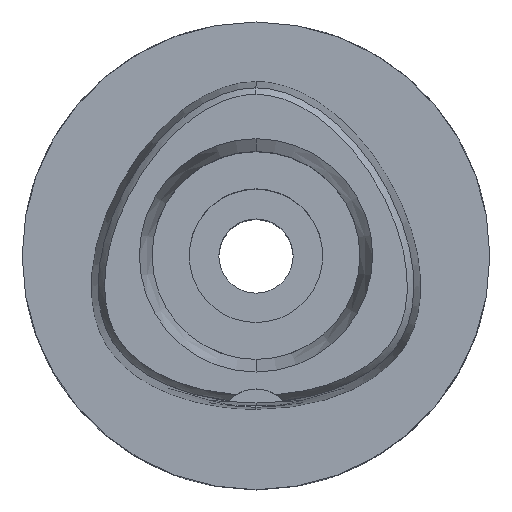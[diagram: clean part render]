
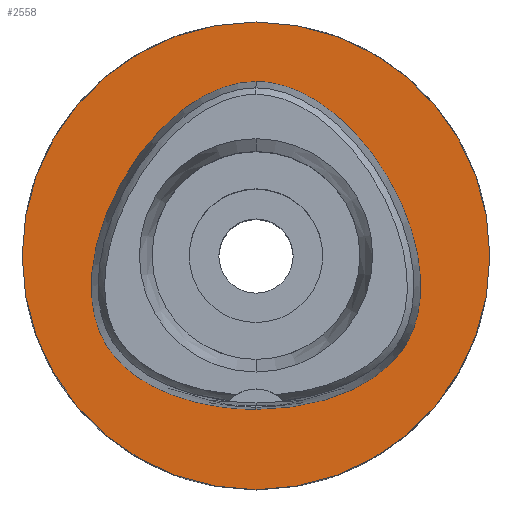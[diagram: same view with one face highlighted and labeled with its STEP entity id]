
A CAD part, top view. The second image highlights one B-rep face of the part: STEP entity #2558.
In plain terms, the highlighted planar face has unit normal (0, 0, 1).
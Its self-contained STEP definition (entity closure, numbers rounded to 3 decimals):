
#286=CARTESIAN_POINT('',(0.,0.,0.));
#287=DIRECTION('',(0.,0.,-1.));
#288=DIRECTION('',(0.,-1.,0.));
#289=AXIS2_PLACEMENT_3D('',#286,#287,#288);
#294=CARTESIAN_POINT('',(0.,0.,0.));
#295=DIRECTION('',(0.,0.,-1.));
#296=DIRECTION('',(0.,1.,0.));
#297=AXIS2_PLACEMENT_3D('',#294,#295,#296);
#302=CARTESIAN_POINT('',(0.,-20.675,0.));
#303=CARTESIAN_POINT('',(0.942,-20.675,0.));
#304=CARTESIAN_POINT('',(2.793,-20.601,
0.));
#305=CARTESIAN_POINT('',(5.508,-20.278,0.));
#306=CARTESIAN_POINT('',(8.042,-19.765,0.));
#307=CARTESIAN_POINT('',(10.348,-19.099,0.));
#308=CARTESIAN_POINT('',(12.397,-18.314,0.));
#309=CARTESIAN_POINT('',(14.187,-17.444,0.));
#310=CARTESIAN_POINT('',(15.733,-16.514,0.));
#311=CARTESIAN_POINT('',(17.053,-15.541,0.));
#312=CARTESIAN_POINT('',(18.174,-14.539,0.));
#313=CARTESIAN_POINT('',(19.119,-13.509,0.));
#314=CARTESIAN_POINT('',(19.902,-12.464,0.));
#315=CARTESIAN_POINT('',(20.552,-11.382,0.));
#316=CARTESIAN_POINT('',(21.099,-10.215,0.));
#317=CARTESIAN_POINT('',(21.551,-8.927,0.));
#318=CARTESIAN_POINT('',(21.897,-7.504,0.));
#319=CARTESIAN_POINT('',(22.122,-5.928,0.));
#320=CARTESIAN_POINT('',(22.208,-4.183,0.));
#321=CARTESIAN_POINT('',(22.127,-2.258,0.));
#322=CARTESIAN_POINT('',(21.853,-0.149,0.));
#323=CARTESIAN_POINT('',(21.356,2.131,0.));
#324=CARTESIAN_POINT('',(20.615,4.549,0.));
#325=CARTESIAN_POINT('',(19.622,7.048,0.));
#326=CARTESIAN_POINT('',(18.39,9.548,0.));
#327=CARTESIAN_POINT('',(16.952,11.962,0.));
#328=CARTESIAN_POINT('',(15.355,14.216,0.));
#329=CARTESIAN_POINT('',(13.662,16.241,0.));
#330=CARTESIAN_POINT('',(11.933,17.997,0.));
#331=CARTESIAN_POINT('',(10.216,19.47,0.));
#332=CARTESIAN_POINT('',(8.547,20.671,0.));
#333=CARTESIAN_POINT('',(6.944,21.62,0.));
#334=CARTESIAN_POINT('',(5.417,22.346,0.));
#335=CARTESIAN_POINT('',(3.964,22.874,0.));
#336=CARTESIAN_POINT('',(2.581,23.23,0.));
#337=CARTESIAN_POINT('',(1.262,23.432,
0.));
#338=CARTESIAN_POINT('',(0.415,23.475,
0.));
#339=CARTESIAN_POINT('',(0.,23.475,
0.));
#344=CARTESIAN_POINT('',(0.,23.475,
0.));
#345=CARTESIAN_POINT('',(-0.415,23.475,
0.));
#346=CARTESIAN_POINT('',(-1.262,23.432,
0.));
#347=CARTESIAN_POINT('',(-2.582,23.23,0.));
#348=CARTESIAN_POINT('',(-3.965,22.874,0.));
#349=CARTESIAN_POINT('',(-5.418,22.345,0.));
#350=CARTESIAN_POINT('',(-6.946,21.62,0.));
#351=CARTESIAN_POINT('',(-8.549,20.67,0.));
#352=CARTESIAN_POINT('',(-10.219,19.468,0.));
#353=CARTESIAN_POINT('',(-11.936,17.994,0.));
#354=CARTESIAN_POINT('',(-13.665,16.237,0.));
#355=CARTESIAN_POINT('',(-15.359,14.211,0.));
#356=CARTESIAN_POINT('',(-16.955,11.957,0.));
#357=CARTESIAN_POINT('',(-18.393,9.542,0.));
#358=CARTESIAN_POINT('',(-19.625,7.041,0.));
#359=CARTESIAN_POINT('',(-20.617,4.543,0.));
#360=CARTESIAN_POINT('',(-21.357,2.125,0.));
#361=CARTESIAN_POINT('',(-21.854,-0.154,0.));
#362=CARTESIAN_POINT('',(-22.128,-2.262,0.));
#363=CARTESIAN_POINT('',(-22.208,-4.187,0.));
#364=CARTESIAN_POINT('',(-22.122,-5.931,0.));
#365=CARTESIAN_POINT('',(-21.896,-7.507,0.));
#366=CARTESIAN_POINT('',(-21.55,-8.93,0.));
#367=CARTESIAN_POINT('',(-21.097,-10.22,0.));
#368=CARTESIAN_POINT('',(-20.552,-11.381,0.));
#369=CARTESIAN_POINT('',(-19.904,-12.46,0.));
#370=CARTESIAN_POINT('',(-19.123,-13.505,0.));
#371=CARTESIAN_POINT('',(-18.177,-14.535,0.));
#372=CARTESIAN_POINT('',(-17.058,-15.538,0.));
#373=CARTESIAN_POINT('',(-15.737,-16.511,0.));
#374=CARTESIAN_POINT('',(-14.192,-17.442,0.));
#375=CARTESIAN_POINT('',(-12.401,-18.313,0.));
#376=CARTESIAN_POINT('',(-10.352,-19.098,0.));
#377=CARTESIAN_POINT('',(-8.045,-19.765,0.));
#378=CARTESIAN_POINT('',(-5.51,-20.277,0.));
#379=CARTESIAN_POINT('',(-2.794,-20.601,
0.));
#380=CARTESIAN_POINT('',(-0.943,-20.675,0.));
#381=CARTESIAN_POINT('',(0.,-20.675,0.));
#1682=VERTEX_POINT('',#344);
#1683=VERTEX_POINT('',#381);
#1688=CARTESIAN_POINT('',(0.,-31.5,0.));
#1689=CARTESIAN_POINT('',(0.,31.5,0.));
#1690=VERTEX_POINT('',#1688);
#1691=VERTEX_POINT('',#1689);
#2542=CARTESIAN_POINT('',(0.,0.,0.));
#2543=DIRECTION('',(0.,0.,-1.));
#2544=DIRECTION('',(0.,-1.,0.));
#2545=AXIS2_PLACEMENT_3D('',#2542,#2543,#2544);
#2546=PLANE('',#2545);
#2548=ORIENTED_EDGE('',*,*,#2547,.T.);
#2550=ORIENTED_EDGE('',*,*,#2549,.T.);
#2551=EDGE_LOOP('',(#2548,#2550));
#2552=FACE_OUTER_BOUND('',#2551,.F.);
#2554=ORIENTED_EDGE('',*,*,#2553,.T.);
#2555=ORIENTED_EDGE('',*,*,#2525,.T.);
#2556=EDGE_LOOP('',(#2554,#2555));
#2557=FACE_BOUND('',#2556,.F.);
#290=CIRCLE('',#289,31.5);
#298=CIRCLE('',#297,31.5);
#340=B_SPLINE_CURVE_WITH_KNOTS('',3,(#302,#303,#304,#305,#306,#307,#308,#309,
#310,#311,#312,#313,#314,#315,#316,#317,#318,#319,#320,#321,#322,#323,#324,#325,
#326,#327,#328,#329,#330,#331,#332,#333,#334,#335,#336,#337,#338,#339),
.UNSPECIFIED.,.F.,.F.,(4,1,1,1,1,1,1,1,1,1,1,1,1,1,1,1,1,1,1,1,1,1,1,1,1,1,1,1,
1,1,1,1,1,1,1,4),(0.,0.029,0.057,0.086,
0.114,0.143,0.171,0.2,0.229,
0.257,0.286,0.314,0.343,
0.371,0.4,0.429,0.457,0.486,
0.514,0.543,0.571,0.6,0.629,
0.657,0.686,0.714,0.743,
0.771,0.8,0.829,0.857,0.886,
0.914,0.943,0.971,1.),.UNSPECIFIED.);
#382=B_SPLINE_CURVE_WITH_KNOTS('',3,(#344,#345,#346,#347,#348,#349,#350,#351,
#352,#353,#354,#355,#356,#357,#358,#359,#360,#361,#362,#363,#364,#365,#366,#367,
#368,#369,#370,#371,#372,#373,#374,#375,#376,#377,#378,#379,#380,#381),
.UNSPECIFIED.,.F.,.F.,(4,1,1,1,1,1,1,1,1,1,1,1,1,1,1,1,1,1,1,1,1,1,1,1,1,1,1,1,
1,1,1,1,1,1,1,4),(0.,0.029,0.057,0.086,
0.114,0.143,0.171,0.2,0.229,
0.257,0.286,0.314,0.343,
0.371,0.4,0.429,0.457,0.486,
0.514,0.543,0.571,0.6,0.629,
0.657,0.686,0.714,0.743,
0.771,0.8,0.829,0.857,0.886,
0.914,0.943,0.971,1.),.UNSPECIFIED.);
#2525=EDGE_CURVE('',#1682,#1683,#382,.T.);
#2547=EDGE_CURVE('',#1690,#1691,#290,.T.);
#2549=EDGE_CURVE('',#1691,#1690,#298,.T.);
#2553=EDGE_CURVE('',#1683,#1682,#340,.T.);
#2558=ADVANCED_FACE('',(#2552,#2557),#2546,.F.);
